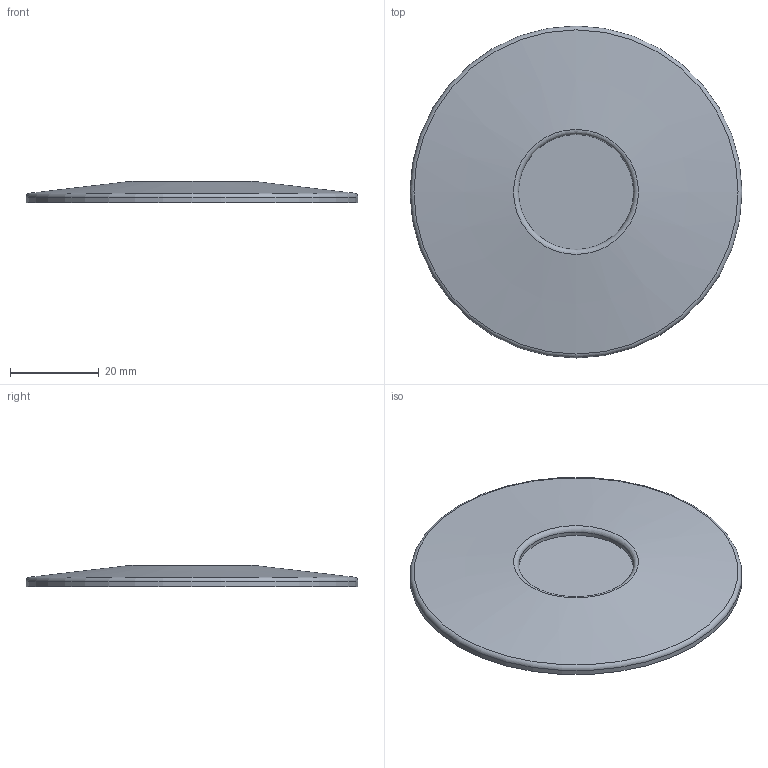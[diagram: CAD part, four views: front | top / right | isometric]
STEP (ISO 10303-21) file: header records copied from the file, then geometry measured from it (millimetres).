
FILE_DESCRIPTION(/* description */ ('Unknown'),/* implementation_level */ '2;1');
FILE_NAME(/* name */ 'KitchenTableFootSpreader',/* time_stamp */ '2022-11-23T14:39:04+00:00',/* author */ ('Unknown'),/* organization */ ('Unknown'),/* preprocessor_version */ 'ST-DEVELOPER v16.7',/* originating_system */ 'Solid Edge',/* authorisation */ 'Unknown');
FILE_SCHEMA (('AUTOMOTIVE_DESIGN {1 0 10303 214 3 1 1}'));
Length unit declared in the file: millimetre
Products named in the file (1): KitchenTableFootSpreader
Bounding box: 75 x 75 x 4.75 mm (x, y, z)
Volume: 13923.5 mm3; surface area: 9374.6 mm2
Topology: 1 solids, 1 shells, 7 faces, 13 edges, 8 vertices
Faces by surface type: cylinder 2, plane 2, torus 2, cone 1
Full cylindrical faces by diameter (mm): 26 x1, 75 x1
Entity records: 164 total; most frequent: DIRECTION 28, CARTESIAN_POINT 20, AXIS2_PLACEMENT_3D 14, ORIENTED_EDGE 12, EDGE_LOOP 12, FACE_BOUND 12, ADVANCED_FACE 7, EDGE_CURVE 6
